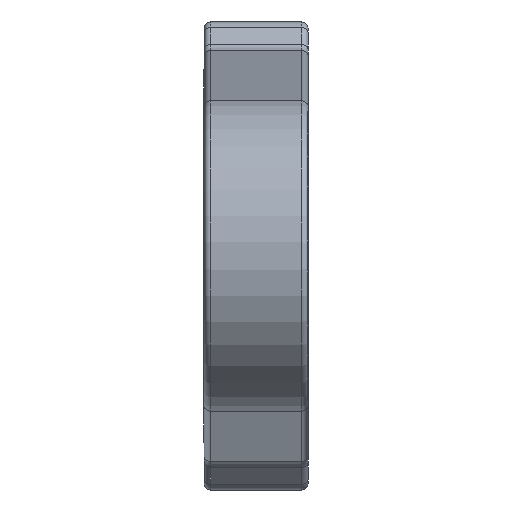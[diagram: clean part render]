
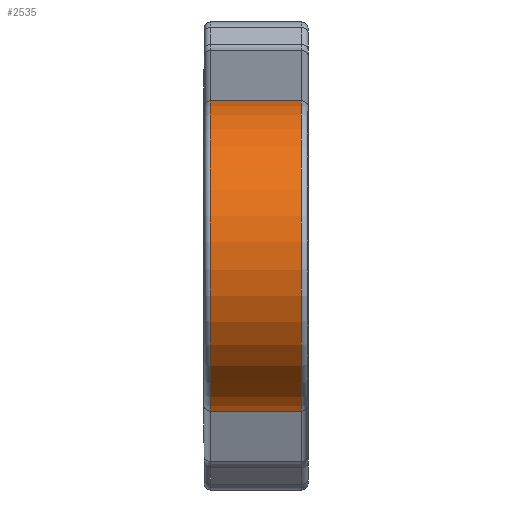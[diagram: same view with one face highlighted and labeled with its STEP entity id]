
A CAD part, left-side view. The second image highlights one B-rep face of the part: STEP entity #2535.
In plain terms, the highlighted cylindrical face has radius 6 mm (diameter 12 mm), a partial arc.
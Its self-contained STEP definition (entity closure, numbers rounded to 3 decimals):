
#103 = LINE ( 'NONE', #3162, #2107 ) ;
#150 = FACE_OUTER_BOUND ( 'NONE', #1402, .T. ) ;
#154 = ORIENTED_EDGE ( 'NONE', *, *, #2548, .T. ) ;
#265 = AXIS2_PLACEMENT_3D ( 'NONE', #1127, #4112, #767 ) ;
#455 = CIRCLE ( 'NONE', #4241, 6. ) ;
#713 = DIRECTION ( 'NONE',  ( 0., -1., 0. ) ) ;
#767 = DIRECTION ( 'NONE',  ( 0., 0., -1. ) ) ;
#1096 = ORIENTED_EDGE ( 'NONE', *, *, #3963, .T. ) ;
#1127 = CARTESIAN_POINT ( 'NONE',  ( 0., 4., 0. ) ) ;
#1288 = ORIENTED_EDGE ( 'NONE', *, *, #1417, .F. ) ;
#1316 = VERTEX_POINT ( 'NONE', #3862 ) ;
#1402 = EDGE_LOOP ( 'NONE', ( #1096, #154, #1288, #4107 ) ) ;
#1417 = EDGE_CURVE ( 'NONE', #3260, #1316, #103, .T. ) ;
#1587 = CARTESIAN_POINT ( 'NONE',  ( -0.573, 3.75, 5.973 ) ) ;
#1638 = DIRECTION ( 'NONE',  ( 0., -1., 0. ) ) ;
#1916 = CIRCLE ( 'NONE', #2363, 6. ) ;
#2107 = VECTOR ( 'NONE', #1638, 1000. ) ;
#2363 = AXIS2_PLACEMENT_3D ( 'NONE', #2979, #713, #3369 ) ;
#2535 = ADVANCED_FACE ( 'NONE', ( #150 ), #4537, .T. ) ;
#2548 = EDGE_CURVE ( 'NONE', #4524, #1316, #455, .T. ) ;
#2566 = EDGE_CURVE ( 'NONE', #3260, #3343, #1916, .T. ) ;
#2979 = CARTESIAN_POINT ( 'NONE',  ( 0., 3.75, 0. ) ) ;
#3162 = CARTESIAN_POINT ( 'NONE',  ( -0.573, 4., 5.973 ) ) ;
#3260 = VERTEX_POINT ( 'NONE', #1587 ) ;
#3343 = VERTEX_POINT ( 'NONE', #3867 ) ;
#3369 = DIRECTION ( 'NONE',  ( 0., 0., 1. ) ) ;
#3380 = CARTESIAN_POINT ( 'NONE',  ( 0., 0.25, 0. ) ) ;
#3498 = CARTESIAN_POINT ( 'NONE',  ( -0.573, 4., -5.973 ) ) ;
#3810 = CARTESIAN_POINT ( 'NONE',  ( -0.573, 0.25, -5.973 ) ) ;
#3862 = CARTESIAN_POINT ( 'NONE',  ( -0.573, 0.25, 5.973 ) ) ;
#3867 = CARTESIAN_POINT ( 'NONE',  ( -0.573, 3.75, -5.973 ) ) ;
#3911 = DIRECTION ( 'NONE',  ( 0., -1., 0. ) ) ;
#3963 = EDGE_CURVE ( 'NONE', #3343, #4524, #4751, .T. ) ;
#4107 = ORIENTED_EDGE ( 'NONE', *, *, #2566, .T. ) ;
#4112 = DIRECTION ( 'NONE',  ( 0., -1., 0. ) ) ;
#4241 = AXIS2_PLACEMENT_3D ( 'NONE', #3380, #4908, #4869 ) ;
#4345 = VECTOR ( 'NONE', #3911, 1000. ) ;
#4524 = VERTEX_POINT ( 'NONE', #3810 ) ;
#4537 = CYLINDRICAL_SURFACE ( 'NONE', #265, 6. ) ;
#4751 = LINE ( 'NONE', #3498, #4345 ) ;
#4869 = DIRECTION ( 'NONE',  ( 0., 0., 1. ) ) ;
#4908 = DIRECTION ( 'NONE',  ( 0., 1., 0. ) ) ;
